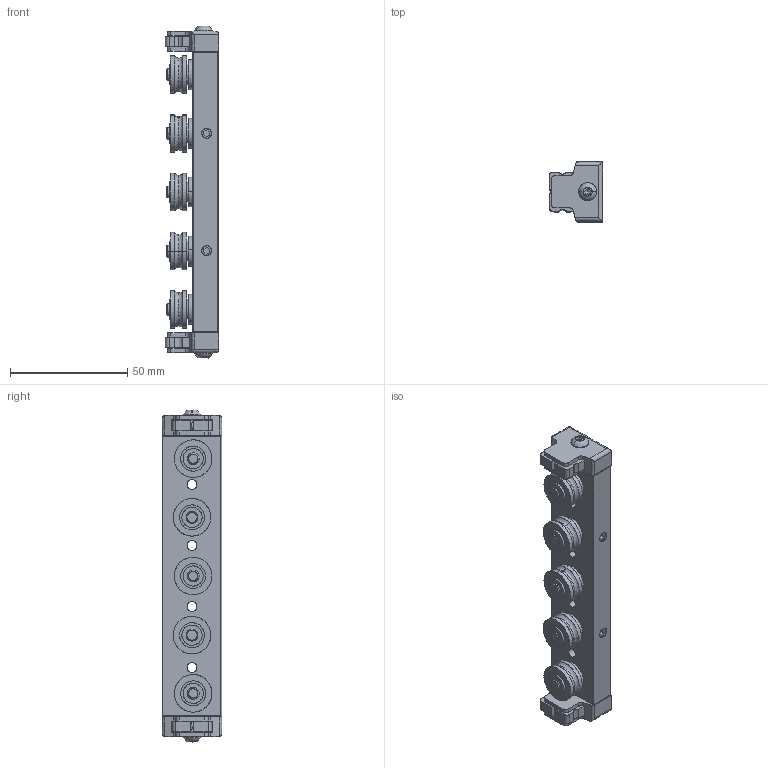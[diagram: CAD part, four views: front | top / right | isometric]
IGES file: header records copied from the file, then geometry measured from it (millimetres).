
Start section: SolidWorks IGES file using analytic representation for surfaces
Global section: file name: CRT_10EC99C5B6.igs; native system: SolidWorks 2022; preprocessor: SolidWorks 2022; author: PCM_PROD; date: 240304.131153; units: inch
Bounding box: 22.61 x 25.4 x 141.43 mm (x, y, z)
Surface area: 29406.6 mm2 (no closed solid volume)
Topology: 0 solids, 0 shells, 774 faces, 10214 edges, 10206 vertices
Faces by surface type: bspline 400, revolution 374
